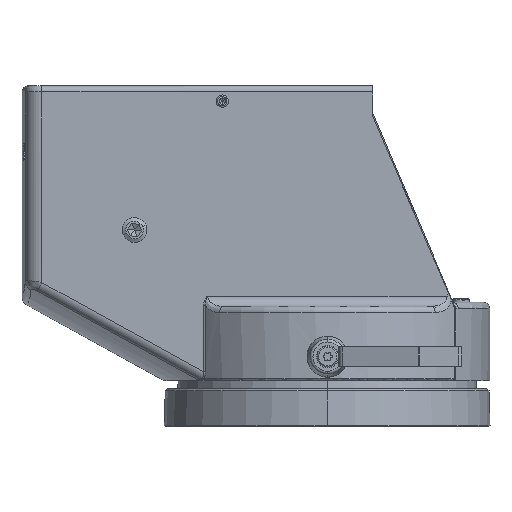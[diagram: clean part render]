
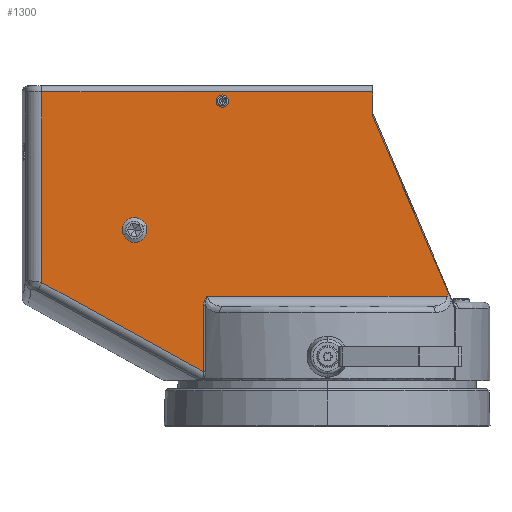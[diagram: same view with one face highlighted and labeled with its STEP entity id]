
A CAD part, top view. The second image highlights one B-rep face of the part: STEP entity #1300.
In plain terms, the highlighted planar face has unit normal (0.002, 0, 1).
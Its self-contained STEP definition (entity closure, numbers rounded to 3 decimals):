
#1300 = ADVANCED_FACE ( 'NONE', ( #1708, #1709, #1710 ), #2532, .T. ) ;
#1708 = FACE_BOUND ( 'NONE', #31618, .T. ) ;
#1709 = FACE_BOUND ( 'NONE', #31619, .T. ) ;
#1710 = FACE_OUTER_BOUND ( 'NONE', #31620, .T. ) ;
#2532 = PLANE ( 'NONE',  #29434 ) ;
#2533 = CARTESIAN_POINT ( 'NONE',  ( 61.5, 143., 52. ) ) ;
#2534 = DIRECTION ( 'NONE',  ( 0., 0., 1. ) ) ;
#2535 = DIRECTION ( 'NONE',  ( 1., 0., 0. ) ) ;
#2939 = CARTESIAN_POINT ( 'NONE',  ( -51., 135.5, 52. ) ) ;
#2940 = DIRECTION ( 'NONE',  ( 0., 0., 1. ) ) ;
#2941 = DIRECTION ( 'NONE',  ( 1., 0., 0. ) ) ;
#5744 = B_SPLINE_CURVE_WITH_KNOTS ( 'NONE', 3,
 ( #23359, #23360, #23361, #23362, #23363, #23364 ),
 .UNSPECIFIED., .F., .F.,
 ( 4, 2, 4 ),
 ( 0., 0.001, 0.001 ),
 .UNSPECIFIED. ) ;
#5768 = B_SPLINE_CURVE_WITH_KNOTS ( 'NONE', 3,
 ( #23341, #23342, #23343, #23344, #23345, #23346, #23347, #23348, #23349, #23350, #23351, #23352, #23353, #23354, #23355, #23356 ),
 .UNSPECIFIED., .F., .F.,
 ( 4, 2, 2, 2, 2, 2, 2, 4 ),
 ( 0., 0.001, 0.002, 0.002, 0.004, 0.004, 0.005, 0.005 ),
 .UNSPECIFIED. ) ;
#5792 = EDGE_CURVE ( 'NONE', #29549, #29550, #29516, .T. ) ;
#17401 = LINE ( 'NONE', #23278, #19320 ) ;
#17403 = LINE ( 'NONE', #23293, #19323 ) ;
#17406 = LINE ( 'NONE', #23333, #19335 ) ;
#17407 = LINE ( 'NONE', #23335, #19336 ) ;
#17408 = LINE ( 'NONE', #23337, #19337 ) ;
#17409 = LINE ( 'NONE', #23339, #19339 ) ;
#17410 = LINE ( 'NONE', #23357, #19341 ) ;
#18524 = CARTESIAN_POINT ( 'NONE',  ( -53.9, 135.5, 52. ) ) ;
#18525 = CARTESIAN_POINT ( 'NONE',  ( -48.1, 135.5, 52. ) ) ;
#18566 = CARTESIAN_POINT ( 'NONE',  ( -97.75, 73., 52. ) ) ;
#18567 = CARTESIAN_POINT ( 'NONE',  ( -89.25, 73., 52. ) ) ;
#18744 = CIRCLE ( 'NONE', #18766, 4.25 ) ;
#18766 = AXIS2_PLACEMENT_3D ( 'NONE', #21326, #21328, #21330 ) ;
#19320 = VECTOR ( 'NONE', #23279, 1000. ) ;
#19323 = VECTOR ( 'NONE', #23294, 1000. ) ;
#19327 = CIRCLE ( 'NONE', #19334, 4.25 ) ;
#19330 = CIRCLE ( 'NONE', #19333, 2.9 ) ;
#19333 = AXIS2_PLACEMENT_3D ( 'NONE', #23327, #23328, #23329 ) ;
#19334 = AXIS2_PLACEMENT_3D ( 'NONE', #23330, #23331, #23332 ) ;
#19335 = VECTOR ( 'NONE', #23334, 1000. ) ;
#19336 = VECTOR ( 'NONE', #23336, 1000. ) ;
#19337 = VECTOR ( 'NONE', #23338, 1000. ) ;
#19339 = VECTOR ( 'NONE', #23340, 1000. ) ;
#19341 = VECTOR ( 'NONE', #23358, 1000. ) ;
#19951 = CARTESIAN_POINT ( 'NONE',  ( 22., 128., 52. ) ) ;
#19953 = CARTESIAN_POINT ( 'NONE',  ( 58.841, 42.194, 52. ) ) ;
#19957 = CARTESIAN_POINT ( 'NONE',  ( 22., 140., 52. ) ) ;
#19971 = CARTESIAN_POINT ( 'NONE',  ( -138.459, 140., 52. ) ) ;
#19973 = CARTESIAN_POINT ( 'NONE',  ( -138.459, 47.507, 52. ) ) ;
#19975 = CARTESIAN_POINT ( 'NONE',  ( -59.925, 4.257, 52. ) ) ;
#19977 = CARTESIAN_POINT ( 'NONE',  ( -59.925, 36.553, 52. ) ) ;
#19978 = CARTESIAN_POINT ( 'NONE',  ( -58.095, 41., 52. ) ) ;
#19980 = CARTESIAN_POINT ( 'NONE',  ( 58.095, 41., 52. ) ) ;
#21326 = CARTESIAN_POINT ( 'NONE',  ( -93.5, 73., 52. ) ) ;
#21328 = DIRECTION ( 'NONE',  ( 0., 0., 1. ) ) ;
#21330 = DIRECTION ( 'NONE',  ( 1., 0., 0. ) ) ;
#23278 = CARTESIAN_POINT ( 'NONE',  ( 61.5, 36., 52. ) ) ;
#23279 = DIRECTION ( 'NONE',  ( -0.395, 0.919, 0. ) ) ;
#23293 = CARTESIAN_POINT ( 'NONE',  ( 22., 128., 52. ) ) ;
#23294 = DIRECTION ( 'NONE',  ( 0., 1., 0. ) ) ;
#23327 = CARTESIAN_POINT ( 'NONE',  ( -51., 135.5, 52. ) ) ;
#23328 = DIRECTION ( 'NONE',  ( 0., 0., 1. ) ) ;
#23329 = DIRECTION ( 'NONE',  ( 1., 0., 0. ) ) ;
#23330 = CARTESIAN_POINT ( 'NONE',  ( -93.5, 73., 52. ) ) ;
#23331 = DIRECTION ( 'NONE',  ( 0., 0., 1. ) ) ;
#23332 = DIRECTION ( 'NONE',  ( 1., 0., 0. ) ) ;
#23333 = CARTESIAN_POINT ( 'NONE',  ( -138.459, 140., 52. ) ) ;
#23334 = DIRECTION ( 'NONE',  ( -1., 0., 0. ) ) ;
#23335 = CARTESIAN_POINT ( 'NONE',  ( -138.459, 47.754, 52. ) ) ;
#23336 = DIRECTION ( 'NONE',  ( 0., -1., 0. ) ) ;
#23337 = CARTESIAN_POINT ( 'NONE',  ( -57.779, 3.075, 52. ) ) ;
#23338 = DIRECTION ( 'NONE',  ( 0.876, -0.482, 0. ) ) ;
#23339 = CARTESIAN_POINT ( 'NONE',  ( -59.925, 37.082, 52. ) ) ;
#23340 = DIRECTION ( 'NONE',  ( 0., 1., 0. ) ) ;
#23341 = CARTESIAN_POINT ( 'NONE',  ( -59.925, 36.553, 52. ) ) ;
#23342 = CARTESIAN_POINT ( 'NONE',  ( -59.925, 36.967, 52. ) ) ;
#23343 = CARTESIAN_POINT ( 'NONE',  ( -59.886, 37.376, 52. ) ) ;
#23344 = CARTESIAN_POINT ( 'NONE',  ( -59.77, 37.979, 52. ) ) ;
#23345 = CARTESIAN_POINT ( 'NONE',  ( -59.721, 38.179, 52. ) ) ;
#23346 = CARTESIAN_POINT ( 'NONE',  ( -59.604, 38.575, 52. ) ) ;
#23347 = CARTESIAN_POINT ( 'NONE',  ( -59.535, 38.771, 52. ) ) ;
#23348 = CARTESIAN_POINT ( 'NONE',  ( -59.301, 39.341, 52. ) ) ;
#23349 = CARTESIAN_POINT ( 'NONE',  ( -59.11, 39.702, 52. ) ) ;
#23350 = CARTESIAN_POINT ( 'NONE',  ( -58.768, 40.214, 52. ) ) ;
#23351 = CARTESIAN_POINT ( 'NONE',  ( -58.645, 40.38, 52. ) ) ;
#23352 = CARTESIAN_POINT ( 'NONE',  ( -58.447, 40.62, 52. ) ) ;
#23353 = CARTESIAN_POINT ( 'NONE',  ( -58.379, 40.698, 52. ) ) ;
#23354 = CARTESIAN_POINT ( 'NONE',  ( -58.24, 40.852, 52. ) ) ;
#23355 = CARTESIAN_POINT ( 'NONE',  ( -58.167, 40.928, 52. ) ) ;
#23356 = CARTESIAN_POINT ( 'NONE',  ( -58.095, 41., 52. ) ) ;
#23357 = CARTESIAN_POINT ( 'NONE',  ( 61.5, 41., 52. ) ) ;
#23358 = DIRECTION ( 'NONE',  ( 1., 0., 0. ) ) ;
#23359 = CARTESIAN_POINT ( 'NONE',  ( 58.095, 41., 52. ) ) ;
#23360 = CARTESIAN_POINT ( 'NONE',  ( 58.238, 41.186, 52. ) ) ;
#23361 = CARTESIAN_POINT ( 'NONE',  ( 58.374, 41.379, 52. ) ) ;
#23362 = CARTESIAN_POINT ( 'NONE',  ( 58.623, 41.776, 52. ) ) ;
#23363 = CARTESIAN_POINT ( 'NONE',  ( 58.737, 41.982, 52. ) ) ;
#23364 = CARTESIAN_POINT ( 'NONE',  ( 58.841, 42.194, 52. ) ) ;
#29434 = AXIS2_PLACEMENT_3D ( 'NONE', #2533, #2534, #2535 ) ;
#29516 = CIRCLE ( 'NONE', #29518, 2.9 ) ;
#29518 = AXIS2_PLACEMENT_3D ( 'NONE', #2939, #2940, #2941 ) ;
#29549 = VERTEX_POINT ( 'NONE', #18524 ) ;
#29550 = VERTEX_POINT ( 'NONE', #18525 ) ;
#29591 = VERTEX_POINT ( 'NONE', #18566 ) ;
#29592 = VERTEX_POINT ( 'NONE', #18567 ) ;
#29945 = VERTEX_POINT ( 'NONE', #19951 ) ;
#29946 = VERTEX_POINT ( 'NONE', #19953 ) ;
#29948 = VERTEX_POINT ( 'NONE', #19957 ) ;
#29956 = VERTEX_POINT ( 'NONE', #19971 ) ;
#29957 = VERTEX_POINT ( 'NONE', #19973 ) ;
#29958 = VERTEX_POINT ( 'NONE', #19975 ) ;
#29959 = VERTEX_POINT ( 'NONE', #19977 ) ;
#29960 = VERTEX_POINT ( 'NONE', #19978 ) ;
#29961 = VERTEX_POINT ( 'NONE', #19980 ) ;
#30617 = EDGE_CURVE ( 'NONE', #29591, #29592, #18744, .T. ) ;
#31037 = EDGE_CURVE ( 'NONE', #29946, #29945, #17401, .T. ) ;
#31041 = EDGE_CURVE ( 'NONE', #29945, #29948, #17403, .T. ) ;
#31051 = EDGE_CURVE ( 'NONE', #29550, #29549, #19330, .T. ) ;
#31052 = EDGE_CURVE ( 'NONE', #29592, #29591, #19327, .T. ) ;
#31053 = EDGE_CURVE ( 'NONE', #29948, #29956, #17406, .T. ) ;
#31054 = EDGE_CURVE ( 'NONE', #29956, #29957, #17407, .T. ) ;
#31055 = EDGE_CURVE ( 'NONE', #29957, #29958, #17408, .T. ) ;
#31056 = EDGE_CURVE ( 'NONE', #29958, #29959, #17409, .T. ) ;
#31057 = EDGE_CURVE ( 'NONE', #29959, #29960, #5768, .T. ) ;
#31058 = EDGE_CURVE ( 'NONE', #29960, #29961, #17410, .T. ) ;
#31059 = EDGE_CURVE ( 'NONE', #29961, #29946, #5744, .T. ) ;
#31618 = EDGE_LOOP ( 'NONE', ( #33147, #33149 ) ) ;
#31619 = EDGE_LOOP ( 'NONE', ( #33146, #33151 ) ) ;
#31620 = EDGE_LOOP ( 'NONE', ( #33148, #33152, #33150, #33153, #33154, #33155, #33156, #33157, #33158 ) ) ;
#33146 = ORIENTED_EDGE ( 'NONE', *, *, #31052, .F. ) ;
#33147 = ORIENTED_EDGE ( 'NONE', *, *, #31051, .F. ) ;
#33148 = ORIENTED_EDGE ( 'NONE', *, *, #31041, .T. ) ;
#33149 = ORIENTED_EDGE ( 'NONE', *, *, #5792, .F. ) ;
#33150 = ORIENTED_EDGE ( 'NONE', *, *, #31054, .T. ) ;
#33151 = ORIENTED_EDGE ( 'NONE', *, *, #30617, .F. ) ;
#33152 = ORIENTED_EDGE ( 'NONE', *, *, #31053, .T. ) ;
#33153 = ORIENTED_EDGE ( 'NONE', *, *, #31055, .T. ) ;
#33154 = ORIENTED_EDGE ( 'NONE', *, *, #31056, .T. ) ;
#33155 = ORIENTED_EDGE ( 'NONE', *, *, #31057, .T. ) ;
#33156 = ORIENTED_EDGE ( 'NONE', *, *, #31058, .T. ) ;
#33157 = ORIENTED_EDGE ( 'NONE', *, *, #31059, .T. ) ;
#33158 = ORIENTED_EDGE ( 'NONE', *, *, #31037, .T. ) ;
